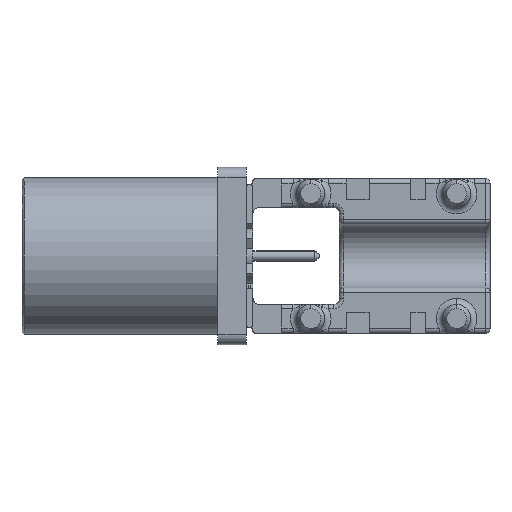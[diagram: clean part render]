
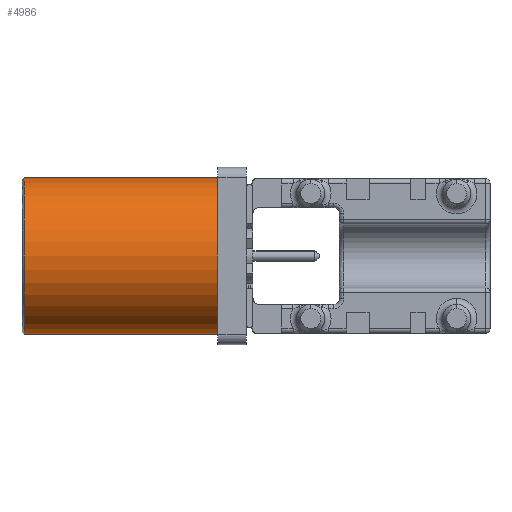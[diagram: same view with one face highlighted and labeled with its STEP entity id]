
A CAD part, front view. The second image highlights one B-rep face of the part: STEP entity #4986.
In plain terms, the highlighted cylindrical face has radius 3.75 mm (diameter 7.5 mm), a partial arc.
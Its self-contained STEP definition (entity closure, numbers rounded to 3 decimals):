
#58 = DIRECTION ( 'NONE',  ( 0., 0., 1. ) ) ;
#95 = CARTESIAN_POINT ( 'NONE',  ( -10.739, -1.846, -0.27 ) ) ;
#364 = CARTESIAN_POINT ( 'NONE',  ( -20.039, 1.904, 3.48 ) ) ;
#436 = EDGE_CURVE ( 'NONE', #10869, #6070, #1386, .T. ) ;
#568 = VERTEX_POINT ( 'NONE', #9837 ) ;
#842 = LINE ( 'NONE', #1836, #4110 ) ;
#858 = ORIENTED_EDGE ( 'NONE', *, *, #6385, .T. ) ;
#948 = CYLINDRICAL_SURFACE ( 'NONE', #2542, 3.75 ) ;
#1083 = FACE_OUTER_BOUND ( 'NONE', #6351, .T. ) ;
#1370 = DIRECTION ( 'NONE',  ( 0., 0., 1. ) ) ;
#1386 = CIRCLE ( 'NONE', #3232, 3.75 ) ;
#1695 = DIRECTION ( 'NONE',  ( -1., 0., 0. ) ) ;
#1836 = CARTESIAN_POINT ( 'NONE',  ( -20.139, 1.904, 3.48 ) ) ;
#1853 = EDGE_CURVE ( 'NONE', #10449, #6070, #842, .T. ) ;
#1927 = CIRCLE ( 'NONE', #3345, 3.75 ) ;
#2236 = DIRECTION ( 'NONE',  ( 1., 0., 0. ) ) ;
#2360 = LINE ( 'NONE', #4608, #2628 ) ;
#2542 = AXIS2_PLACEMENT_3D ( 'NONE', #5509, #9560, #9734 ) ;
#2628 = VECTOR ( 'NONE', #9901, 1000. ) ;
#2668 = DIRECTION ( 'NONE',  ( 1., 0., 0. ) ) ;
#2717 = ORIENTED_EDGE ( 'NONE', *, *, #436, .T. ) ;
#3232 = AXIS2_PLACEMENT_3D ( 'NONE', #5986, #3557, #8532 ) ;
#3345 = AXIS2_PLACEMENT_3D ( 'NONE', #6706, #1695, #58 ) ;
#3520 = ORIENTED_EDGE ( 'NONE', *, *, #9036, .T. ) ;
#3557 = DIRECTION ( 'NONE',  ( -1., 0., 0. ) ) ;
#4110 = VECTOR ( 'NONE', #2668, 1000. ) ;
#4608 = CARTESIAN_POINT ( 'NONE',  ( -20.139, 1.904, -4.02 ) ) ;
#4986 = ADVANCED_FACE ( 'NONE', ( #1083 ), #948, .T. ) ;
#5362 = ORIENTED_EDGE ( 'NONE', *, *, #1853, .F. ) ;
#5509 = CARTESIAN_POINT ( 'NONE',  ( -20.139, 1.904, -0.27 ) ) ;
#5936 = VERTEX_POINT ( 'NONE', #6487 ) ;
#5986 = CARTESIAN_POINT ( 'NONE',  ( -10.739, 1.904, -0.27 ) ) ;
#6070 = VERTEX_POINT ( 'NONE', #9121 ) ;
#6246 = ORIENTED_EDGE ( 'NONE', *, *, #7852, .T. ) ;
#6351 = EDGE_LOOP ( 'NONE', ( #5362, #6246, #858, #3520, #2717 ) ) ;
#6385 = EDGE_CURVE ( 'NONE', #568, #5936, #2360, .T. ) ;
#6487 = CARTESIAN_POINT ( 'NONE',  ( -10.739, 1.904, -4.02 ) ) ;
#6706 = CARTESIAN_POINT ( 'NONE',  ( -10.739, 1.904, -0.27 ) ) ;
#7195 = CARTESIAN_POINT ( 'NONE',  ( -20.039, 1.904, -0.27 ) ) ;
#7852 = EDGE_CURVE ( 'NONE', #10449, #568, #10236, .T. ) ;
#8532 = DIRECTION ( 'NONE',  ( 0., 0., 1. ) ) ;
#9036 = EDGE_CURVE ( 'NONE', #5936, #10869, #1927, .T. ) ;
#9121 = CARTESIAN_POINT ( 'NONE',  ( -10.739, 1.904, 3.48 ) ) ;
#9560 = DIRECTION ( 'NONE',  ( 1., 0., 0. ) ) ;
#9734 = DIRECTION ( 'NONE',  ( 0., 0., -1. ) ) ;
#9837 = CARTESIAN_POINT ( 'NONE',  ( -20.039, 1.904, -4.02 ) ) ;
#9901 = DIRECTION ( 'NONE',  ( 1., 0., 0. ) ) ;
#10024 = AXIS2_PLACEMENT_3D ( 'NONE', #7195, #2236, #1370 ) ;
#10236 = CIRCLE ( 'NONE', #10024, 3.75 ) ;
#10449 = VERTEX_POINT ( 'NONE', #364 ) ;
#10869 = VERTEX_POINT ( 'NONE', #95 ) ;
